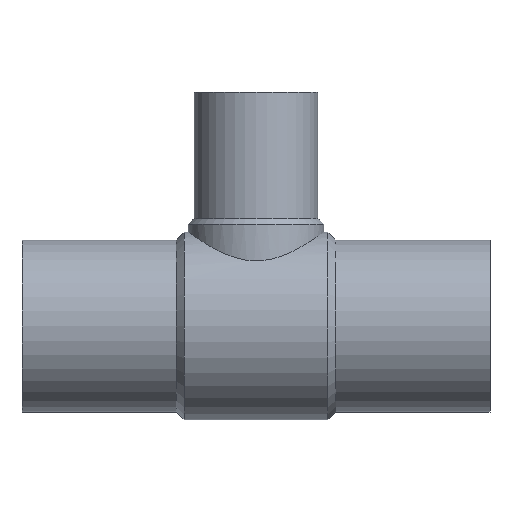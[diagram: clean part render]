
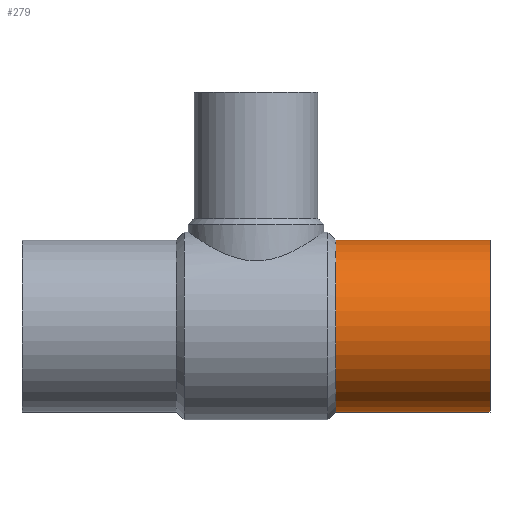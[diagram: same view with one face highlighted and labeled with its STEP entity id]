
A CAD part, top view. The second image highlights one B-rep face of the part: STEP entity #279.
In plain terms, the highlighted cylindrical face has radius 62.5 mm (diameter 125 mm), a partial arc.
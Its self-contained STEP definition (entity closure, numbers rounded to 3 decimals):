
#165 = VERTEX_POINT( '', #398 );
#167 = VERTEX_POINT( '', #400 );
#181 = EDGE_CURVE( '', #305, #167, #416, .T. );
#253 = EDGE_CURVE( '', #167, #165, #495, .T. );
#257 = EDGE_CURVE( '', #165, #293, #500, .T. );
#279 = ADVANCED_FACE( '', ( #524 ), #525, .T. );
#293 = VERTEX_POINT( '', #539 );
#297 = EDGE_CURVE( '', #305, #293, #543, .T. );
#305 = VERTEX_POINT( '', #552 );
#398 = CARTESIAN_POINT( '', ( 0., 62.5, 0. ) );
#400 = CARTESIAN_POINT( '', ( 0., -62.5, 0. ) );
#416 = LINE( '', #706, #707 );
#495 = CIRCLE( '', #902, 62.5 );
#500 = LINE( '', #908, #909 );
#524 = FACE_OUTER_BOUND( '', #1007, .T. );
#525 = CYLINDRICAL_SURFACE( '', #1008, 62.5 );
#539 = CARTESIAN_POINT( '', ( -112., 62.5, 0. ) );
#543 = CIRCLE( '', #1098, 62.5 );
#552 = CARTESIAN_POINT( '', ( -112., -62.5, 0. ) );
#706 = CARTESIAN_POINT( '', ( -56., -62.5, 0. ) );
#707 = VECTOR( '', #1243, 1. );
#902 = AXIS2_PLACEMENT_3D( '', #1334, #1335, #1336 );
#908 = CARTESIAN_POINT( '', ( -56., 62.5, 0. ) );
#909 = VECTOR( '', #1345, 1. );
#1007 = EDGE_LOOP( '', ( #1367, #1368, #1369, #1370 ) );
#1008 = AXIS2_PLACEMENT_3D( '', #1371, #1372, #1373 );
#1098 = AXIS2_PLACEMENT_3D( '', #1379, #1380, #1381 );
#1243 = DIRECTION( '', ( 1., 0., 0. ) );
#1334 = CARTESIAN_POINT( '', ( 0., 0., 0. ) );
#1335 = DIRECTION( '', ( -1., 0., 0. ) );
#1336 = DIRECTION( '', ( 0., 1., 0. ) );
#1345 = DIRECTION( '', ( -1., 0., 0. ) );
#1367 = ORIENTED_EDGE( '', *, *, #257, .T. );
#1368 = ORIENTED_EDGE( '', *, *, #297, .F. );
#1369 = ORIENTED_EDGE( '', *, *, #181, .T. );
#1370 = ORIENTED_EDGE( '', *, *, #253, .T. );
#1371 = CARTESIAN_POINT( '', ( -56., 0., 0. ) );
#1372 = DIRECTION( '', ( 1., 0., 0. ) );
#1373 = DIRECTION( '', ( 0., 1., 0. ) );
#1379 = CARTESIAN_POINT( '', ( -112., 0., 0. ) );
#1380 = DIRECTION( '', ( -1., 0., 0. ) );
#1381 = DIRECTION( '', ( 0., 1., 0. ) );
